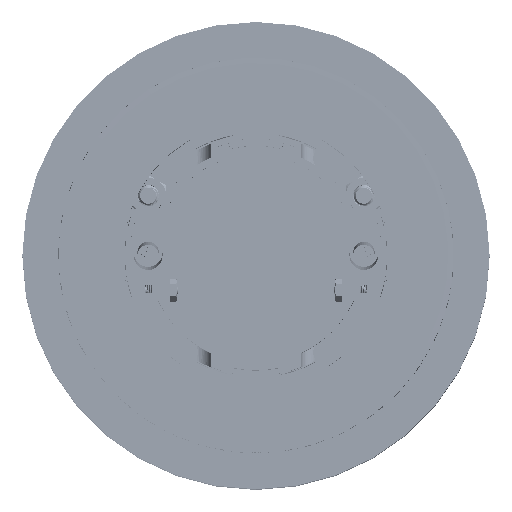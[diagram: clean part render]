
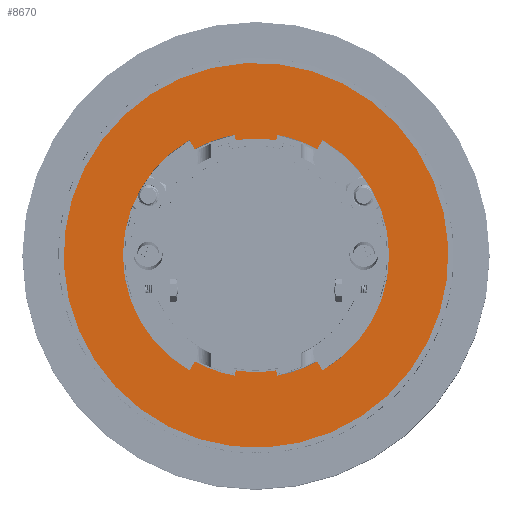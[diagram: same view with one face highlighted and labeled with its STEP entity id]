
A CAD part, top view. The second image highlights one B-rep face of the part: STEP entity #8670.
In plain terms, the highlighted face is planar.
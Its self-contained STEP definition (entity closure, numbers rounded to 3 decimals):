
#605=FACE_BOUND('',#2903,.T.);
#840=LINE('',#30536,#1407);
#845=LINE('',#30550,#1412);
#850=LINE('',#30569,#1417);
#855=LINE('',#30583,#1422);
#864=LINE('',#30610,#1431);
#877=LINE('',#30653,#1444);
#880=LINE('',#30658,#1447);
#886=LINE('',#30677,#1453);
#1407=VECTOR('',#11297,10.);
#1412=VECTOR('',#11310,10.);
#1417=VECTOR('',#11329,10.);
#1422=VECTOR('',#11342,10.);
#1431=VECTOR('',#11367,10.);
#1444=VECTOR('',#11406,10.);
#1447=VECTOR('',#11411,10.);
#1453=VECTOR('',#11431,10.);
#2276=FACE_OUTER_BOUND('',#2902,.T.);
#2902=EDGE_LOOP('',(#7061));
#2903=EDGE_LOOP('',(#7062,#7063,#7064,#7065,#7066,#7067,#7068,#7069,#7070,
#7071,#7072,#7073,#7074,#7075,#7076,#7077));
#3368=CIRCLE('',#9452,32.5);
#3371=CIRCLE('',#9458,34.034);
#3373=CIRCLE('',#9460,34.034);
#3374=CIRCLE('',#9463,32.5);
#3389=CIRCLE('',#9489,37.034);
#3392=CIRCLE('',#9493,37.034);
#3393=CIRCLE('',#9496,34.034);
#3394=CIRCLE('',#9497,34.034);
#3402=CIRCLE('',#9519,53.525);
#4000=VERTEX_POINT('',#30534);
#4001=VERTEX_POINT('',#30535);
#4004=VERTEX_POINT('',#30543);
#4006=VERTEX_POINT('',#30549);
#4008=VERTEX_POINT('',#30557);
#4011=VERTEX_POINT('',#30563);
#4012=VERTEX_POINT('',#30567);
#4013=VERTEX_POINT('',#30568);
#4016=VERTEX_POINT('',#30576);
#4018=VERTEX_POINT('',#30582);
#4027=VERTEX_POINT('',#30607);
#4028=VERTEX_POINT('',#30609);
#4045=VERTEX_POINT('',#30652);
#4046=VERTEX_POINT('',#30656);
#4051=VERTEX_POINT('',#30672);
#4052=VERTEX_POINT('',#30676);
#4062=VERTEX_POINT('',#30720);
#5032=EDGE_CURVE('',#4000,#4001,#840,.T.);
#5036=EDGE_CURVE('',#4004,#4001,#3368,.T.);
#5039=EDGE_CURVE('',#4004,#4006,#845,.T.);
#5043=EDGE_CURVE('',#4000,#4008,#3371,.T.);
#5047=EDGE_CURVE('',#4011,#4006,#3373,.T.);
#5048=EDGE_CURVE('',#4012,#4013,#850,.T.);
#5052=EDGE_CURVE('',#4016,#4012,#3374,.T.);
#5055=EDGE_CURVE('',#4018,#4016,#855,.T.);
#5068=EDGE_CURVE('',#4028,#4027,#864,.T.);
#5090=EDGE_CURVE('',#4045,#4008,#877,.T.);
#5093=EDGE_CURVE('',#4046,#4011,#880,.T.);
#5094=EDGE_CURVE('',#4045,#4027,#3389,.T.);
#5102=EDGE_CURVE('',#4051,#4046,#3392,.T.);
#5103=EDGE_CURVE('',#4052,#4051,#886,.T.);
#5105=EDGE_CURVE('',#4013,#4052,#3393,.T.);
#5106=EDGE_CURVE('',#4028,#4018,#3394,.T.);
#5122=EDGE_CURVE('',#4062,#4062,#3402,.T.);
#7061=ORIENTED_EDGE('',*,*,#5122,.T.);
#7062=ORIENTED_EDGE('',*,*,#5068,.T.);
#7063=ORIENTED_EDGE('',*,*,#5094,.F.);
#7064=ORIENTED_EDGE('',*,*,#5090,.T.);
#7065=ORIENTED_EDGE('',*,*,#5043,.F.);
#7066=ORIENTED_EDGE('',*,*,#5032,.T.);
#7067=ORIENTED_EDGE('',*,*,#5036,.F.);
#7068=ORIENTED_EDGE('',*,*,#5039,.T.);
#7069=ORIENTED_EDGE('',*,*,#5047,.F.);
#7070=ORIENTED_EDGE('',*,*,#5093,.F.);
#7071=ORIENTED_EDGE('',*,*,#5102,.F.);
#7072=ORIENTED_EDGE('',*,*,#5103,.F.);
#7073=ORIENTED_EDGE('',*,*,#5105,.F.);
#7074=ORIENTED_EDGE('',*,*,#5048,.F.);
#7075=ORIENTED_EDGE('',*,*,#5052,.F.);
#7076=ORIENTED_EDGE('',*,*,#5055,.F.);
#7077=ORIENTED_EDGE('',*,*,#5106,.F.);
#8259=PLANE('',#9520);
#8670=ADVANCED_FACE('',(#2276,#605),#8259,.T.);
#9452=AXIS2_PLACEMENT_3D('',#30544,#11303,#11304);
#9458=AXIS2_PLACEMENT_3D('',#30558,#11319,#11320);
#9460=AXIS2_PLACEMENT_3D('',#30565,#11325,#11326);
#9463=AXIS2_PLACEMENT_3D('',#30577,#11335,#11336);
#9489=AXIS2_PLACEMENT_3D('',#30660,#11414,#11415);
#9493=AXIS2_PLACEMENT_3D('',#30674,#11427,#11428);
#9496=AXIS2_PLACEMENT_3D('',#30680,#11435,#11436);
#9497=AXIS2_PLACEMENT_3D('',#30681,#11437,#11438);
#9519=AXIS2_PLACEMENT_3D('',#30721,#11489,#11490);
#9520=AXIS2_PLACEMENT_3D('',#30722,#11491,#11492);
#11297=DIRECTION('',(0.174,0.985,0.));
#11303=DIRECTION('center_axis',(0.,0.,
-1.));
#11304=DIRECTION('ref_axis',(-1.,0.,0.));
#11310=DIRECTION('',(0.174,-0.985,0.));
#11319=DIRECTION('center_axis',(0.,0.,
-1.));
#11320=DIRECTION('ref_axis',(-1.,0.,0.));
#11325=DIRECTION('center_axis',(0.,0.,
-1.));
#11326=DIRECTION('ref_axis',(-1.,0.,0.));
#11329=DIRECTION('',(0.174,0.985,0.));
#11335=DIRECTION('center_axis',(0.,0.,
-1.));
#11336=DIRECTION('ref_axis',(-1.,0.,0.));
#11342=DIRECTION('',(0.174,-0.985,0.));
#11367=DIRECTION('',(-0.5,0.866,0.));
#11406=DIRECTION('',(0.5,0.866,0.));
#11411=DIRECTION('',(-0.5,0.866,0.));
#11414=DIRECTION('center_axis',(0.,0.,
-1.));
#11415=DIRECTION('ref_axis',(1.,0.,0.));
#11427=DIRECTION('center_axis',(0.,0.,
-1.));
#11428=DIRECTION('ref_axis',(1.,0.,0.));
#11431=DIRECTION('',(0.5,0.866,0.));
#11435=DIRECTION('center_axis',(0.,0.,
-1.));
#11436=DIRECTION('ref_axis',(-1.,0.,0.));
#11437=DIRECTION('center_axis',(0.,0.,
-1.));
#11438=DIRECTION('ref_axis',(-1.,0.,0.));
#11489=DIRECTION('center_axis',(0.,0.,
-1.));
#11490=DIRECTION('ref_axis',(1.,0.,0.));
#11491=DIRECTION('center_axis',(0.,0.,
-1.));
#11492=DIRECTION('ref_axis',(-1.,0.,0.));
#30534=CARTESIAN_POINT('',(-5.91,-33.517,40.346));
#30535=CARTESIAN_POINT('',(-5.644,-32.006,40.346));
#30536=CARTESIAN_POINT('',(-12.138,-68.839,40.346));
#30543=CARTESIAN_POINT('',(5.644,-32.006,40.346));
#30544=CARTESIAN_POINT('Origin',(0.,0.,
40.346));
#30549=CARTESIAN_POINT('',(5.91,-33.517,40.346));
#30550=CARTESIAN_POINT('',(-13.483,76.469,40.346));
#30557=CARTESIAN_POINT('',(-17.017,-29.474,40.346));
#30558=CARTESIAN_POINT('Origin',(0.,0.,
40.346));
#30563=CARTESIAN_POINT('',(17.017,-29.474,40.346));
#30565=CARTESIAN_POINT('Origin',(0.,0.,
40.346));
#30567=CARTESIAN_POINT('',(5.644,32.006,40.346));
#30568=CARTESIAN_POINT('',(5.91,33.517,40.346));
#30569=CARTESIAN_POINT('',(-12.138,-68.839,40.346));
#30576=CARTESIAN_POINT('',(-5.644,32.006,40.346));
#30577=CARTESIAN_POINT('Origin',(0.,0.,
40.346));
#30582=CARTESIAN_POINT('',(-5.91,33.517,40.346));
#30583=CARTESIAN_POINT('',(-13.483,76.469,40.346));
#30607=CARTESIAN_POINT('',(-18.517,32.072,40.346));
#30609=CARTESIAN_POINT('',(-17.017,29.474,40.346));
#30610=CARTESIAN_POINT('',(35.796,-62.001,40.346));
#30652=CARTESIAN_POINT('',(-18.517,-32.072,40.346));
#30653=CARTESIAN_POINT('',(-23.598,-40.874,40.346));
#30656=CARTESIAN_POINT('',(18.517,-32.072,40.346));
#30658=CARTESIAN_POINT('',(35.796,-62.001,40.346));
#30660=CARTESIAN_POINT('Origin',(0.,0.,
40.346));
#30672=CARTESIAN_POINT('',(18.517,32.072,40.346));
#30674=CARTESIAN_POINT('Origin',(0.,0.,
40.346));
#30676=CARTESIAN_POINT('',(17.017,29.474,40.346));
#30677=CARTESIAN_POINT('',(-23.598,-40.874,40.346));
#30680=CARTESIAN_POINT('Origin',(0.,0.,
40.346));
#30681=CARTESIAN_POINT('Origin',(0.,0.,
40.346));
#30720=CARTESIAN_POINT('',(-36.546,-39.106,40.346));
#30721=CARTESIAN_POINT('Origin',(0.,0.,
40.346));
#30722=CARTESIAN_POINT('Origin',(-25.286,-27.058,40.346));
